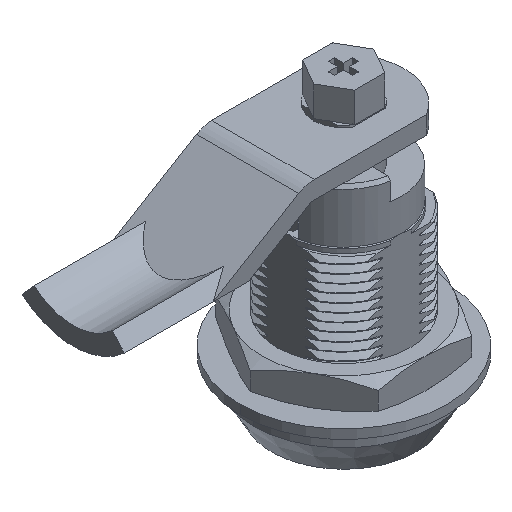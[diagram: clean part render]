
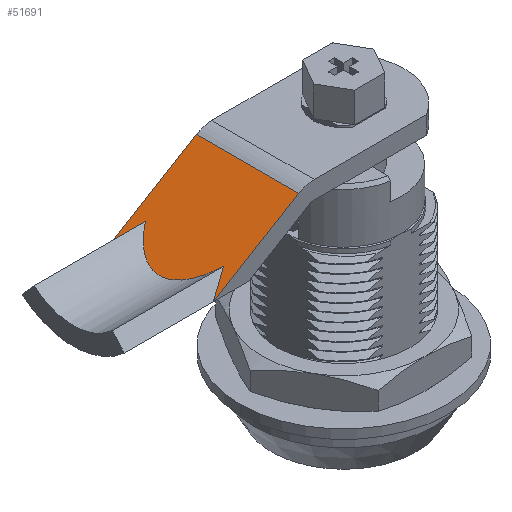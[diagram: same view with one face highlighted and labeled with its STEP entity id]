
A CAD part, isometric view. The second image highlights one B-rep face of the part: STEP entity #51691.
In plain terms, the highlighted planar face has unit normal (-0.515, 0, 0.857).
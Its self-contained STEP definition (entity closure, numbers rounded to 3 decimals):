
#8593 = AXIS2_PLACEMENT_3D ( 'NONE', #25213, #25215, #25217 ) ;
#18122 = EDGE_CURVE ( 'NONE', #40541, #40442, #55749, .T. ) ;
#18128 = EDGE_CURVE ( 'NONE', #40537, #18823, #52696, .T. ) ;
#18130 = EDGE_CURVE ( 'NONE', #18927, #40537, #52681, .T. ) ;
#18132 = EDGE_CURVE ( 'NONE', #18927, #40442, #52683, .T. ) ;
#18134 = EDGE_CURVE ( 'NONE', #40541, #18825, #52698, .T. ) ;
#18135 = EDGE_CURVE ( 'NONE', #18825, #18823, #52724, .T. ) ;
#18823 = VERTEX_POINT ( 'NONE', #53721 ) ;
#18825 = VERTEX_POINT ( 'NONE', #53725 ) ;
#18927 = VERTEX_POINT ( 'NONE', #53854 ) ;
#25183 = FACE_OUTER_BOUND ( 'NONE', #51163, .T. ) ;
#25186 = PLANE ( 'NONE',  #8593 ) ;
#25213 = CARTESIAN_POINT ( 'NONE',  ( -42.673, 8.5, 24.213 ) ) ;
#25215 = DIRECTION ( 'NONE',  ( 0.515, 0., -0.857 ) ) ;
#25217 = DIRECTION ( 'NONE',  ( 0.857, 0., 0.515 ) ) ;
#30426 = VECTOR ( 'NONE', #52709, 1000. ) ;
#30429 = VECTOR ( 'NONE', #52702, 1000. ) ;
#30430 = VECTOR ( 'NONE', #52716, 1000. ) ;
#30431 = VECTOR ( 'NONE', #52722, 1000. ) ;
#30433 = VECTOR ( 'NONE', #52729, 1000. ) ;
#40442 = VERTEX_POINT ( 'NONE', #54240 ) ;
#40537 = VERTEX_POINT ( 'NONE', #42917 ) ;
#40541 = VERTEX_POINT ( 'NONE', #42921 ) ;
#42496 = ORIENTED_EDGE ( 'NONE', *, *, #18128, .F. ) ;
#42497 = ORIENTED_EDGE ( 'NONE', *, *, #18130, .F. ) ;
#42498 = ORIENTED_EDGE ( 'NONE', *, *, #18132, .T. ) ;
#42499 = ORIENTED_EDGE ( 'NONE', *, *, #18122, .F. ) ;
#42500 = ORIENTED_EDGE ( 'NONE', *, *, #18134, .T. ) ;
#42501 = ORIENTED_EDGE ( 'NONE', *, *, #18135, .T. ) ;
#42917 = CARTESIAN_POINT ( 'NONE',  ( -24.722, 8.5, 34.999 ) ) ;
#42921 = CARTESIAN_POINT ( 'NONE',  ( -35.183, -6.487, 28.713 ) ) ;
#51163 = EDGE_LOOP ( 'NONE', ( #42496, #42497, #42498, #42499, #42500, #42501 ) ) ;
#51691 = ADVANCED_FACE ( 'NONE', ( #25183 ), #25186, .F. ) ;
#52643 = CARTESIAN_POINT ( 'NONE',  ( -41.02, -2.613, 25.206 ) ) ;
#52654 = CARTESIAN_POINT ( 'NONE',  ( -35.183, -6.487, 28.713 ) ) ;
#52668 = CARTESIAN_POINT ( 'NONE',  ( -41.02, 2.613, 25.206 ) ) ;
#52670 = CARTESIAN_POINT ( 'NONE',  ( -35.183, 6.487, 28.713 ) ) ;
#52681 = LINE ( 'NONE', #52704, #30426 ) ;
#52683 = LINE ( 'NONE', #52711, #30430 ) ;
#52696 = LINE ( 'NONE', #52700, #30429 ) ;
#52698 = LINE ( 'NONE', #52718, #30431 ) ;
#52700 = CARTESIAN_POINT ( 'NONE',  ( -24.722, 8.5, 34.999 ) ) ;
#52702 = DIRECTION ( 'NONE',  ( 0., -1., 0. ) ) ;
#52704 = CARTESIAN_POINT ( 'NONE',  ( -38.885, 8.5, 26.489 ) ) ;
#52709 = DIRECTION ( 'NONE',  ( 0.857, 0., 0.515 ) ) ;
#52711 = CARTESIAN_POINT ( 'NONE',  ( -38.885, 8.5, 26.489 ) ) ;
#52716 = DIRECTION ( 'NONE',  ( 0.777, -0.423, 0.467 ) ) ;
#52718 = CARTESIAN_POINT ( 'NONE',  ( -35.183, -6.487, 28.713 ) ) ;
#52722 = DIRECTION ( 'NONE',  ( -0.777, -0.423, -0.467 ) ) ;
#52724 = LINE ( 'NONE', #52727, #30433 ) ;
#52727 = CARTESIAN_POINT ( 'NONE',  ( -38.885, -8.5, 26.489 ) ) ;
#52729 = DIRECTION ( 'NONE',  ( 0.857, 0., 0.515 ) ) ;
#53721 = CARTESIAN_POINT ( 'NONE',  ( -24.722, -8.5, 34.999 ) ) ;
#53725 = CARTESIAN_POINT ( 'NONE',  ( -38.885, -8.5, 26.489 ) ) ;
#53854 = CARTESIAN_POINT ( 'NONE',  ( -38.885, 8.5, 26.489 ) ) ;
#54240 = CARTESIAN_POINT ( 'NONE',  ( -35.183, 6.487, 28.713 ) ) ;
#55749 =( BOUNDED_CURVE ( )  B_SPLINE_CURVE ( 3, ( #52654, #52643, #52668, #52670 ),
 .UNSPECIFIED., .F., .T. ) 
 B_SPLINE_CURVE_WITH_KNOTS ( ( 4, 4 ),
 ( 2.406, 3.877 ),
 .UNSPECIFIED. ) 
 CURVE ( )  GEOMETRIC_REPRESENTATION_ITEM ( )  RATIONAL_B_SPLINE_CURVE ( ( 1., 0.828, 0.828, 1. ) ) 
 REPRESENTATION_ITEM ( '' )  );
